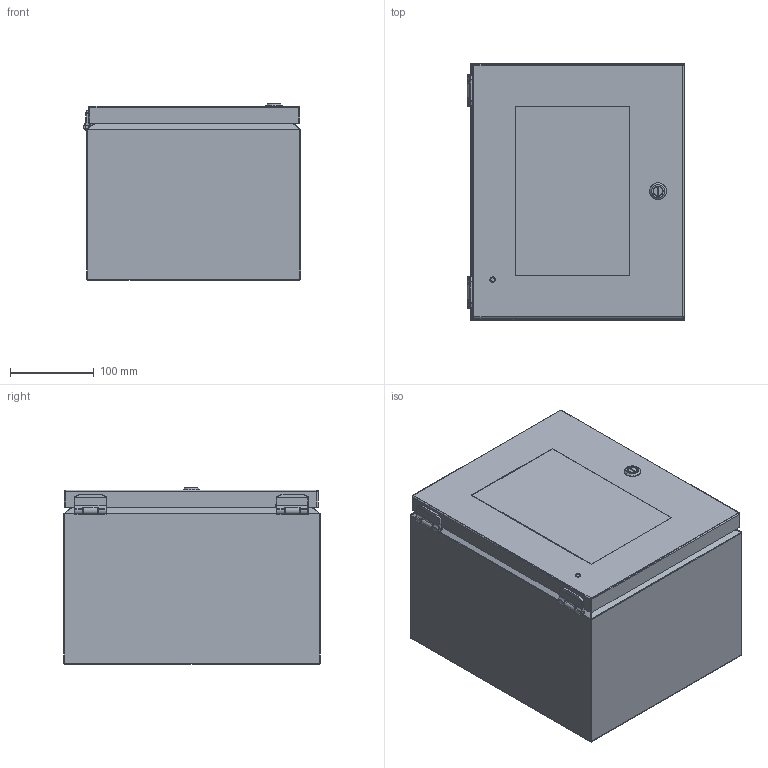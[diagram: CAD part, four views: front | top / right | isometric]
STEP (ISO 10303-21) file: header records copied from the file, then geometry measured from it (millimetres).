
FILE_DESCRIPTION (( 'STEP AP214' ), '1' );
FILE_NAME ('SCE-12108ELJW.STEP', '2021-01-14T19:02:04', ( '' ), ( '' ), 'SwSTEP 2.0', 'SolidWorks 2019', '' );
FILE_SCHEMA (( 'AUTOMOTIVE_DESIGN' ));
Length unit declared in the file: inch
Products named in the file (1): SCE-12108ELJW
Bounding box: 259.6 x 306.32 x 210.71 mm (x, y, z)
Volume: 956410.3 mm3; surface area: 1009815.5 mm2
Topology: 35 solids, 37 shells, 1094 faces, 2627 edges, 1541 vertices
Faces by surface type: plane 410, cylinder 348, bspline 248, torus 48, cone 32, sphere 8
Full cylindrical faces by diameter (mm): 0.508 x2, 2.54 x2, 3.962 x2, 4.013 x2, 4.06 x4, 4.318 x4, 4.572 x2, 4.775 x6, 4.826 x5, 4.981 x1, 5.08 x1, 5.537 x2, 5.842 x2, 6.02 x2, 6.058 x1, 6.35 x4, 6.463 x1, 6.502 x2, 6.756 x2, 6.824 x1, 7.112 x4, 7.167 x1, 7.216 x4, 7.874 x1, 8.28 x1, 8.89 x1, 9.474 x4, 10.922 x1, 11.684 x1, 12.065 x1
Entity records: 59993 total; most frequent: CARTESIAN_POINT 22912, ORIENTED_EDGE 4734, DIRECTION 4149, EDGE_CURVE 2367, AXIS2_PLACEMENT_3D 1575, VERTEX_POINT 1504, EDGE_LOOP 1309, FACE_OUTER_BOUND 1191
